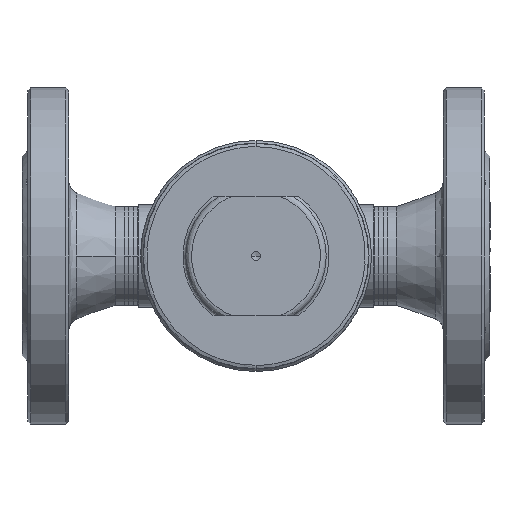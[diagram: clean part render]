
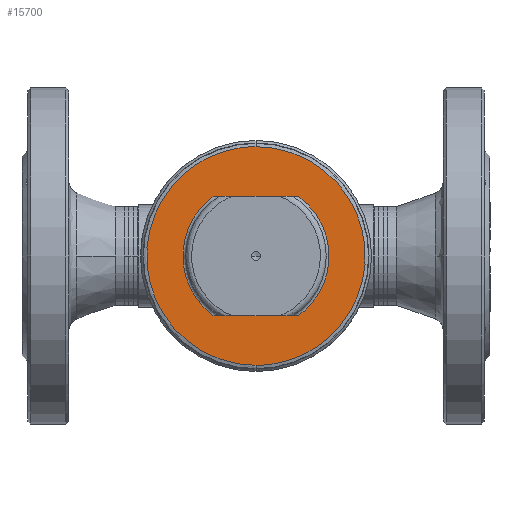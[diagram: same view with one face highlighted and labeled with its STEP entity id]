
A CAD part, front view. The second image highlights one B-rep face of the part: STEP entity #15700.
In plain terms, the highlighted planar face has unit normal (0, -1, 0).
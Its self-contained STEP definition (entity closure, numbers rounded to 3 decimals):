
#114 = CARTESIAN_POINT ( 'NONE',  ( 24.288, -56.5, 5.926 ) ) ;
#172 = CARTESIAN_POINT ( 'NONE',  ( -29.985, -56.5, -9.558 ) ) ;
#319 = CARTESIAN_POINT ( 'NONE',  ( 14.309, -56.5, -20.5 ) ) ;
#886 = FACE_BOUND ( 'NONE', #14636, .T. ) ;
#1229 = CARTESIAN_POINT ( 'NONE',  ( 23.26, -56.5, 9.263 ) ) ;
#1421 = CARTESIAN_POINT ( 'NONE',  ( 18.136, -56.5, 17.21 ) ) ;
#1490 = CARTESIAN_POINT ( 'NONE',  ( 18.554, -56.5, 16.755 ) ) ;
#2147 =( BOUNDED_CURVE ( )  B_SPLINE_CURVE ( 3, ( #9641, #11151, #18516, #4877 ),
 .UNSPECIFIED., .F., .F. ) 
 B_SPLINE_CURVE_WITH_KNOTS ( ( 4, 4 ),
 ( 0., 1. ),
 .UNSPECIFIED. ) 
 CURVE ( )  GEOMETRIC_REPRESENTATION_ITEM ( )  RATIONAL_B_SPLINE_CURVE ( ( 1., 0.333, 0.333, 1. ) ) 
 REPRESENTATION_ITEM ( '' )  );
#2660 = ORIENTED_EDGE ( 'NONE', *, *, #15169, .F. ) ;
#2934 = CARTESIAN_POINT ( 'NONE',  ( 18.637, -56.5, 16.663 ) ) ;
#2965 = EDGE_LOOP ( 'NONE', ( #9488, #2660 ) ) ;
#2984 = LINE ( 'NONE', #13265, #7519 ) ;
#2987 =( BOUNDED_CURVE ( )  B_SPLINE_CURVE ( 3, ( #17814, #4302, #16498, #19511 ),
 .UNSPECIFIED., .F., .F. ) 
 B_SPLINE_CURVE_WITH_KNOTS ( ( 4, 4 ),
 ( 0., 1. ),
 .UNSPECIFIED. ) 
 CURVE ( )  GEOMETRIC_REPRESENTATION_ITEM ( )  RATIONAL_B_SPLINE_CURVE ( ( 1., 0.333, 0.333, 1. ) ) 
 REPRESENTATION_ITEM ( '' )  );
#3140 = CARTESIAN_POINT ( 'NONE',  ( 25., -56.5, 1.983 ) ) ;
#3269 = CARTESIAN_POINT ( 'NONE',  ( 18.804, -56.5, -16.475 ) ) ;
#3332 = CARTESIAN_POINT ( 'NONE',  ( 24.767, -56.5, 3.938 ) ) ;
#3500 = PLANE ( 'NONE',  #19060 ) ;
#4302 = CARTESIAN_POINT ( 'NONE',  ( 74.739, -56.5, 37.369 ) ) ;
#4405 = VERTEX_POINT ( 'NONE', #6750 ) ;
#4536 = CARTESIAN_POINT ( 'NONE',  ( 24.331, -56.5, -5.745 ) ) ;
#4601 = CARTESIAN_POINT ( 'NONE',  ( 19.3, -56.5, -15.894 ) ) ;
#4742 = CARTESIAN_POINT ( 'NONE',  ( 25., -56.5, -0.992 ) ) ;
#4863 = CARTESIAN_POINT ( 'NONE',  ( -14.309, -56.5, -20.5 ) ) ;
#4877 = CARTESIAN_POINT ( 'NONE',  ( 0., -56.5, 37.369 ) ) ;
#5063 = VERTEX_POINT ( 'NONE', #5118 ) ;
#5118 = CARTESIAN_POINT ( 'NONE',  ( -14.309, -56.5, 20.5 ) ) ;
#5172 = ORIENTED_EDGE ( 'NONE', *, *, #6529, .T. ) ;
#5612 = EDGE_CURVE ( 'NONE', #14840, #14170, #9882, .T. ) ;
#5707 = DIRECTION ( 'NONE',  ( -1., 0., 0. ) ) ;
#5851 = ORIENTED_EDGE ( 'NONE', *, *, #14688, .F. ) ;
#5903 = B_SPLINE_CURVE_WITH_KNOTS ( 'NONE', 3,
 ( #16589, #15050, #5929, #11883, #1421, #13565, #1490, #2934, #13419, #18172, #14982, #19680, #1229, #11816, #13352, #8862, #12424, #13908, #114, #3332, #3140, #4742, #13700, #16802, #17000, #13774, #13847, #4536, #15194, #12299, #9390, #18506, #9195, #6072, #4601, #15461, #7684, #3269, #15326, #16940, #15397, #319 ),
 .UNSPECIFIED., .F., .F.,
 ( 4, 1, 1, 1, 1, 2, 2, 2, 1, 1, 1, 1, 2, 2, 2, 1, 1, 1, 1, 2, 2, 2, 1, 1, 1, 1, 2, 2, 4 ),
 ( 0., 0.063, 0.094, 0.109, 0.117, 0.121, 0.125, 0.25, 0.312, 0.344, 0.359, 0.367, 0.371, 0.375, 0.5, 0.562, 0.594, 0.609, 0.617, 0.621, 0.625, 0.75, 0.812, 0.844, 0.859, 0.867, 0.871, 0.875, 1. ),
 .UNSPECIFIED. ) ;
#5929 = CARTESIAN_POINT ( 'NONE',  ( 16.283, -56.5, 19.015 ) ) ;
#6072 = CARTESIAN_POINT ( 'NONE',  ( 19.859, -56.5, -15.202 ) ) ;
#6261 = CARTESIAN_POINT ( 'NONE',  ( -14.309, -56.5, 20.5 ) ) ;
#6529 = EDGE_CURVE ( 'NONE', #4405, #14170, #5903, .T. ) ;
#6750 = CARTESIAN_POINT ( 'NONE',  ( 14.309, -56.5, 20.5 ) ) ;
#7519 = VECTOR ( 'NONE', #5707, 1000. ) ;
#7684 = CARTESIAN_POINT ( 'NONE',  ( 18.888, -56.5, -16.379 ) ) ;
#7916 = CARTESIAN_POINT ( 'NONE',  ( 37.369, -56.5, 0. ) ) ;
#7934 = CARTESIAN_POINT ( 'NONE',  ( -40., -56.5, -20.5 ) ) ;
#7978 = EDGE_CURVE ( 'NONE', #4405, #5063, #2984, .T. ) ;
#8088 = EDGE_CURVE ( 'NONE', #12592, #8176, #2987, .T. ) ;
#8176 = VERTEX_POINT ( 'NONE', #15243 ) ;
#8263 = CARTESIAN_POINT ( 'NONE',  ( 14.309, -56.5, -20.5 ) ) ;
#8862 = CARTESIAN_POINT ( 'NONE',  ( 24.194, -56.5, 6.299 ) ) ;
#8923 = ORIENTED_EDGE ( 'NONE', *, *, #7978, .F. ) ;
#9128 = ORIENTED_EDGE ( 'NONE', *, *, #5612, .F. ) ;
#9153 = CARTESIAN_POINT ( 'NONE',  ( 0., -56.5, 37.369 ) ) ;
#9195 = CARTESIAN_POINT ( 'NONE',  ( 20.909, -56.5, -13.771 ) ) ;
#9390 = CARTESIAN_POINT ( 'NONE',  ( 23.111, -56.5, -9.749 ) ) ;
#9488 = ORIENTED_EDGE ( 'NONE', *, *, #8088, .F. ) ;
#9641 = CARTESIAN_POINT ( 'NONE',  ( 0., -56.5, -37.369 ) ) ;
#9882 = LINE ( 'NONE', #7934, #12737 ) ;
#11151 = CARTESIAN_POINT ( 'NONE',  ( -74.739, -56.5, -37.369 ) ) ;
#11816 = CARTESIAN_POINT ( 'NONE',  ( 23.832, -56.5, 7.584 ) ) ;
#11883 = CARTESIAN_POINT ( 'NONE',  ( 17.536, -56.5, 17.831 ) ) ;
#12137 =( BOUNDED_CURVE ( )  B_SPLINE_CURVE ( 3, ( #6261, #15317, #172, #4863 ),
 .UNSPECIFIED., .F., .F. ) 
 B_SPLINE_CURVE_WITH_KNOTS ( ( 4, 4 ),
 ( 0., 1. ),
 .UNSPECIFIED. ) 
 CURVE ( )  GEOMETRIC_REPRESENTATION_ITEM ( )  RATIONAL_B_SPLINE_CURVE ( ( 1., 0.715, 0.715, 1. ) ) 
 REPRESENTATION_ITEM ( '' )  );
#12299 = CARTESIAN_POINT ( 'NONE',  ( 23.823, -56.5, -7.851 ) ) ;
#12424 = CARTESIAN_POINT ( 'NONE',  ( 24.241, -56.5, 6.113 ) ) ;
#12482 = DIRECTION ( 'NONE',  ( 1., 0., 0. ) ) ;
#12592 = VERTEX_POINT ( 'NONE', #9153 ) ;
#12737 = VECTOR ( 'NONE', #12482, 1000. ) ;
#13265 = CARTESIAN_POINT ( 'NONE',  ( -40., -56.5, 20.5 ) ) ;
#13352 = CARTESIAN_POINT ( 'NONE',  ( 24.08, -56.5, 6.729 ) ) ;
#13419 = CARTESIAN_POINT ( 'NONE',  ( 18.677, -56.5, 16.618 ) ) ;
#13565 = CARTESIAN_POINT ( 'NONE',  ( 18.43, -56.5, 16.893 ) ) ;
#13700 = CARTESIAN_POINT ( 'NONE',  ( 24.913, -56.5, -2.469 ) ) ;
#13774 = CARTESIAN_POINT ( 'NONE',  ( 24.401, -56.5, -5.444 ) ) ;
#13847 = CARTESIAN_POINT ( 'NONE',  ( 24.359, -56.5, -5.625 ) ) ;
#13908 = CARTESIAN_POINT ( 'NONE',  ( 24.272, -56.5, 5.99 ) ) ;
#14143 = DIRECTION ( 'NONE',  ( -1., 0., 0. ) ) ;
#14170 = VERTEX_POINT ( 'NONE', #8263 ) ;
#14636 = EDGE_LOOP ( 'NONE', ( #9128, #5851, #8923, #5172 ) ) ;
#14688 = EDGE_CURVE ( 'NONE', #5063, #14840, #12137, .T. ) ;
#14840 = VERTEX_POINT ( 'NONE', #19481 ) ;
#14982 = CARTESIAN_POINT ( 'NONE',  ( 21.222, -56.5, 13.371 ) ) ;
#15050 = CARTESIAN_POINT ( 'NONE',  ( 15.122, -56.5, 19.932 ) ) ;
#15169 = EDGE_CURVE ( 'NONE', #8176, #12592, #2147, .T. ) ;
#15194 = CARTESIAN_POINT ( 'NONE',  ( 24.317, -56.5, -5.804 ) ) ;
#15243 = CARTESIAN_POINT ( 'NONE',  ( 0., -56.5, -37.369 ) ) ;
#15317 = CARTESIAN_POINT ( 'NONE',  ( -29.985, -56.5, 9.558 ) ) ;
#15326 = CARTESIAN_POINT ( 'NONE',  ( 18.761, -56.5, -16.524 ) ) ;
#15397 = CARTESIAN_POINT ( 'NONE',  ( 15.935, -56.5, -19.365 ) ) ;
#15461 = CARTESIAN_POINT ( 'NONE',  ( 19.013, -56.5, -16.234 ) ) ;
#15700 = ADVANCED_FACE ( 'NONE', ( #17082, #886 ), #3500, .F. ) ;
#16498 = CARTESIAN_POINT ( 'NONE',  ( 74.739, -56.5, -37.369 ) ) ;
#16589 = CARTESIAN_POINT ( 'NONE',  ( 14.309, -56.5, 20.5 ) ) ;
#16802 = CARTESIAN_POINT ( 'NONE',  ( 24.658, -56.5, -4.173 ) ) ;
#16940 = CARTESIAN_POINT ( 'NONE',  ( 17.405, -56.5, -18.055 ) ) ;
#17000 = CARTESIAN_POINT ( 'NONE',  ( 24.493, -56.5, -5.021 ) ) ;
#17082 = FACE_OUTER_BOUND ( 'NONE', #2965, .T. ) ;
#17814 = CARTESIAN_POINT ( 'NONE',  ( 0., -56.5, 37.369 ) ) ;
#18172 = CARTESIAN_POINT ( 'NONE',  ( 20.073, -56.5, 15.041 ) ) ;
#18506 = CARTESIAN_POINT ( 'NONE',  ( 21.694, -56.5, -12.466 ) ) ;
#18516 = CARTESIAN_POINT ( 'NONE',  ( -74.739, -56.5, 37.369 ) ) ;
#18540 = DIRECTION ( 'NONE',  ( 0., 1., 0. ) ) ;
#19060 = AXIS2_PLACEMENT_3D ( 'NONE', #7916, #18540, #14143 ) ;
#19481 = CARTESIAN_POINT ( 'NONE',  ( -14.309, -56.5, -20.5 ) ) ;
#19511 = CARTESIAN_POINT ( 'NONE',  ( 0., -56.5, -37.369 ) ) ;
#19680 = CARTESIAN_POINT ( 'NONE',  ( 22.639, -56.5, 10.654 ) ) ;
